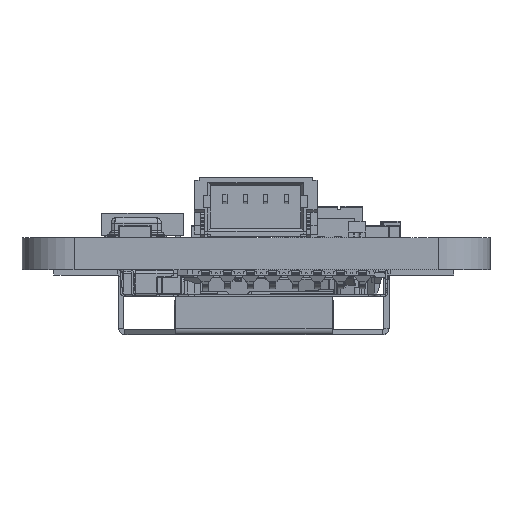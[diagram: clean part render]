
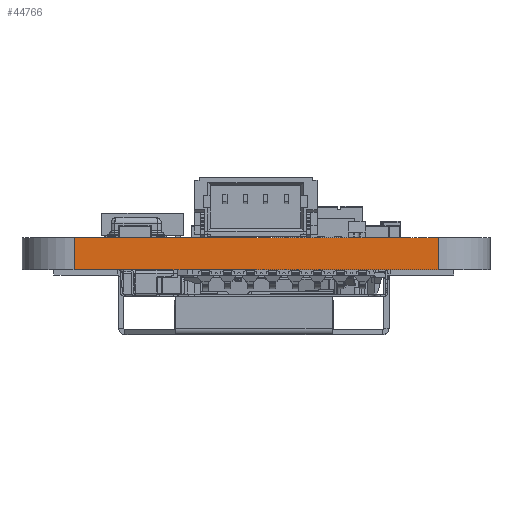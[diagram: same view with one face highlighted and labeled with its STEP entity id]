
A CAD part, front view. The second image highlights one B-rep face of the part: STEP entity #44766.
In plain terms, the highlighted planar face has unit normal (0, -1, 0).
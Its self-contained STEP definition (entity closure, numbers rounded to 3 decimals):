
#2544=FACE_OUTER_BOUND('',#5049,.T.);
#5049=EDGE_LOOP('',(#29955,#29956,#29957,#29958));
#7830=LINE('',#64624,#13276);
#7831=LINE('',#64627,#13277);
#7832=LINE('',#64629,#13278);
#7833=LINE('',#64630,#13279);
#13276=VECTOR('',#51777,10.);
#13277=VECTOR('',#51780,10.);
#13278=VECTOR('',#51781,10.);
#13279=VECTOR('',#51782,10.);
#18736=VERTEX_POINT('',#64620);
#18737=VERTEX_POINT('',#64622);
#18738=VERTEX_POINT('',#64626);
#18739=VERTEX_POINT('',#64628);
#23144=EDGE_CURVE('',#18736,#18737,#7830,.T.);
#23145=EDGE_CURVE('',#18738,#18736,#7831,.T.);
#23146=EDGE_CURVE('',#18739,#18737,#7832,.T.);
#23147=EDGE_CURVE('',#18738,#18739,#7833,.T.);
#29955=ORIENTED_EDGE('',*,*,#23145,.T.);
#29956=ORIENTED_EDGE('',*,*,#23144,.T.);
#29957=ORIENTED_EDGE('',*,*,#23146,.F.);
#29958=ORIENTED_EDGE('',*,*,#23147,.F.);
#42817=PLANE('',#47640);
#44766=ADVANCED_FACE('',(#2544),#42817,.T.);
#47640=AXIS2_PLACEMENT_3D('',#64625,#51778,#51779);
#51777=DIRECTION('',(0.,0.,1.));
#51778=DIRECTION('center_axis',(0.,-1.,0.));
#51779=DIRECTION('ref_axis',(1.,0.,0.));
#51780=DIRECTION('',(1.,0.,0.));
#51781=DIRECTION('',(1.,0.,0.));
#51782=DIRECTION('',(0.,0.,1.));
#64620=CARTESIAN_POINT('',(21.543,0.406,0.));
#64622=CARTESIAN_POINT('',(21.543,0.406,1.57));
#64624=CARTESIAN_POINT('',(21.543,0.406,0.));
#64625=CARTESIAN_POINT('Origin',(3.763,0.406,0.));
#64626=CARTESIAN_POINT('',(3.763,0.406,0.));
#64627=CARTESIAN_POINT('',(3.763,0.406,0.));
#64628=CARTESIAN_POINT('',(3.763,0.406,1.57));
#64629=CARTESIAN_POINT('',(3.763,0.406,1.57));
#64630=CARTESIAN_POINT('',(3.763,0.406,0.));
